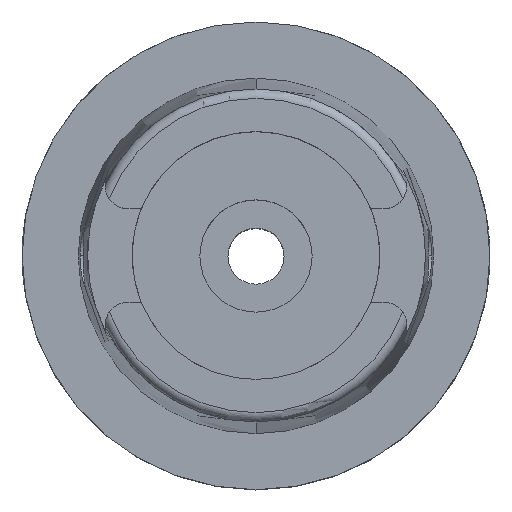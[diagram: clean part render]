
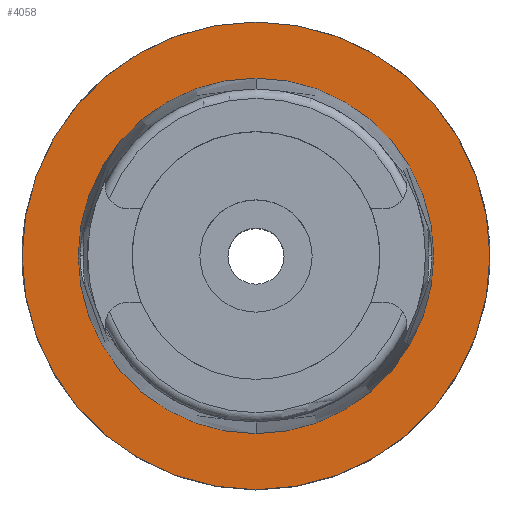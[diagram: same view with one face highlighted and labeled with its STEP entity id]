
A CAD part, top view. The second image highlights one B-rep face of the part: STEP entity #4058.
In plain terms, the highlighted planar face has unit normal (0, 0, 1).
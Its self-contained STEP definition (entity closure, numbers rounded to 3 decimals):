
#2010=CARTESIAN_POINT('',(0.,0.,0.));
#2011=DIRECTION('',(0.,0.,-1.));
#2012=DIRECTION('',(0.,-1.,0.));
#2013=AXIS2_PLACEMENT_3D('',#2010,#2011,#2012);
#2018=CARTESIAN_POINT('',(0.,0.,0.));
#2019=DIRECTION('',(0.,0.,-1.));
#2020=DIRECTION('',(0.,1.,0.));
#2021=AXIS2_PLACEMENT_3D('',#2018,#2019,#2020);
#2026=CARTESIAN_POINT('',(0.,0.,0.));
#2027=DIRECTION('',(0.,0.,1.));
#2028=DIRECTION('',(0.,-1.,0.));
#2029=AXIS2_PLACEMENT_3D('',#2026,#2027,#2028);
#2034=CARTESIAN_POINT('',(0.,0.,0.));
#2035=DIRECTION('',(0.,0.,1.));
#2036=DIRECTION('',(0.,1.,0.));
#2037=AXIS2_PLACEMENT_3D('',#2034,#2035,#2036);
#2331=CARTESIAN_POINT('',(0.,-38.,0.));
#2332=VERTEX_POINT('',#2331);
#2333=CARTESIAN_POINT('',(0.,38.,0.));
#2334=VERTEX_POINT('',#2333);
#2580=CARTESIAN_POINT('',(0.,50.,0.));
#2581=VERTEX_POINT('',#2580);
#2582=CARTESIAN_POINT('',(0.,-50.,0.));
#2583=VERTEX_POINT('',#2582);
#4045=CARTESIAN_POINT('',(0.,0.,0.));
#4046=DIRECTION('',(0.,0.,1.));
#4047=DIRECTION('',(0.,1.,0.));
#4048=AXIS2_PLACEMENT_3D('',#4045,#4046,#4047);
#4049=PLANE('',#4048);
#4050=ORIENTED_EDGE('',*,*,#3810,.T.);
#4051=ORIENTED_EDGE('',*,*,#3919,.T.);
#4052=EDGE_LOOP('',(#4050,#4051));
#4053=FACE_OUTER_BOUND('',#4052,.F.);
#4054=ORIENTED_EDGE('',*,*,#2818,.T.);
#4055=ORIENTED_EDGE('',*,*,#2789,.T.);
#4056=EDGE_LOOP('',(#4054,#4055));
#4057=FACE_BOUND('',#4056,.F.);
#2014=CIRCLE('',#2013,50.);
#2022=CIRCLE('',#2021,50.);
#2030=CIRCLE('',#2029,38.);
#2038=CIRCLE('',#2037,38.);
#2789=EDGE_CURVE('',#2334,#2332,#2038,.T.);
#2818=EDGE_CURVE('',#2332,#2334,#2030,.T.);
#3810=EDGE_CURVE('',#2583,#2581,#2014,.T.);
#3919=EDGE_CURVE('',#2581,#2583,#2022,.T.);
#4058=ADVANCED_FACE('',(#4053,#4057),#4049,.T.);
